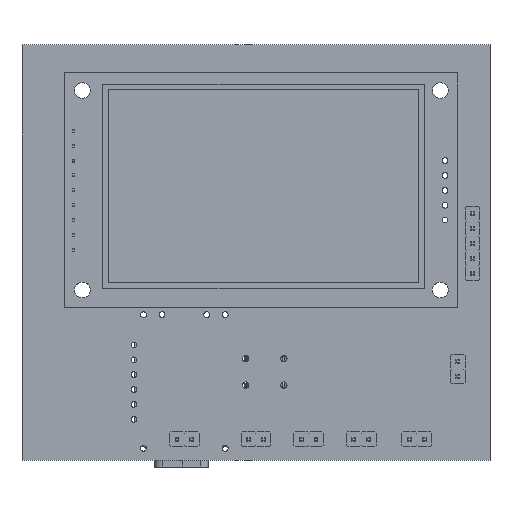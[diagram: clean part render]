
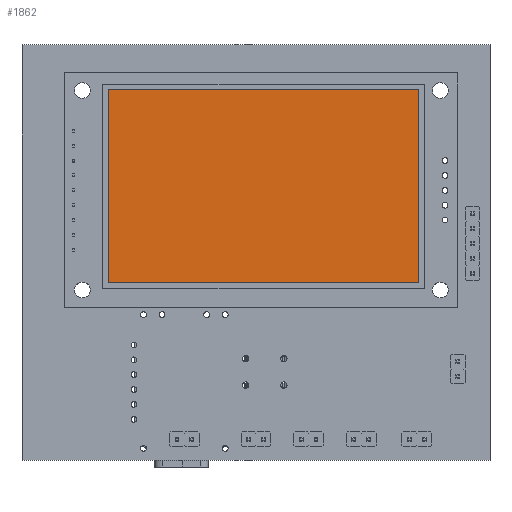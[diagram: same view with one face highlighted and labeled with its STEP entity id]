
A CAD part, top view. The second image highlights one B-rep face of the part: STEP entity #1862.
In plain terms, the highlighted planar face has unit normal (0, 0, 1).
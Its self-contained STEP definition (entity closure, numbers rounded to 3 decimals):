
#1771 = VERTEX_POINT('',#1772);
#1772 = CARTESIAN_POINT('',(59.,-26.,5.2));
#1780 = VERTEX_POINT('',#1781);
#1781 = CARTESIAN_POINT('',(59.,7.,5.2));
#1787 = EDGE_CURVE('',#1771,#1780,#1788,.T.);
#1788 = LINE('',#1789,#1790);
#1789 = CARTESIAN_POINT('',(59.,-26.,5.2));
#1790 = VECTOR('',#1791,1.);
#1791 = DIRECTION('',(0.,1.,0.));
#1804 = VERTEX_POINT('',#1805);
#1805 = CARTESIAN_POINT('',(6.,7.,5.2));
#1811 = EDGE_CURVE('',#1804,#1780,#1812,.T.);
#1812 = LINE('',#1813,#1814);
#1813 = CARTESIAN_POINT('',(6.,7.,5.2));
#1814 = VECTOR('',#1815,1.);
#1815 = DIRECTION('',(1.,0.,0.));
#1826 = VERTEX_POINT('',#1827);
#1827 = CARTESIAN_POINT('',(6.,-26.,5.2));
#1835 = EDGE_CURVE('',#1826,#1804,#1836,.T.);
#1836 = LINE('',#1837,#1838);
#1837 = CARTESIAN_POINT('',(6.,-26.,5.2));
#1838 = VECTOR('',#1839,1.);
#1839 = DIRECTION('',(0.,1.,0.));
#1852 = EDGE_CURVE('',#1826,#1771,#1853,.T.);
#1853 = LINE('',#1854,#1855);
#1854 = CARTESIAN_POINT('',(6.,-26.,5.2));
#1855 = VECTOR('',#1856,1.);
#1856 = DIRECTION('',(1.,0.,0.));
#1862 = ADVANCED_FACE('',(#1863),#1869,.T.);
#1863 = FACE_BOUND('',#1864,.T.);
#1864 = EDGE_LOOP('',(#1865,#1866,#1867,#1868));
#1865 = ORIENTED_EDGE('',*,*,#1835,.F.);
#1866 = ORIENTED_EDGE('',*,*,#1852,.T.);
#1867 = ORIENTED_EDGE('',*,*,#1787,.T.);
#1868 = ORIENTED_EDGE('',*,*,#1811,.F.);
#1869 = PLANE('',#1870);
#1870 = AXIS2_PLACEMENT_3D('',#1871,#1872,#1873);
#1871 = CARTESIAN_POINT('',(6.,-26.,5.2));
#1872 = DIRECTION('',(0.,0.,1.));
#1873 = DIRECTION('',(1.,0.,-0.));
